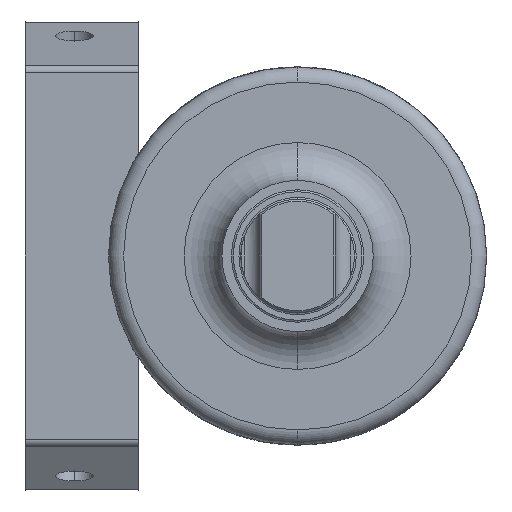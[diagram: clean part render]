
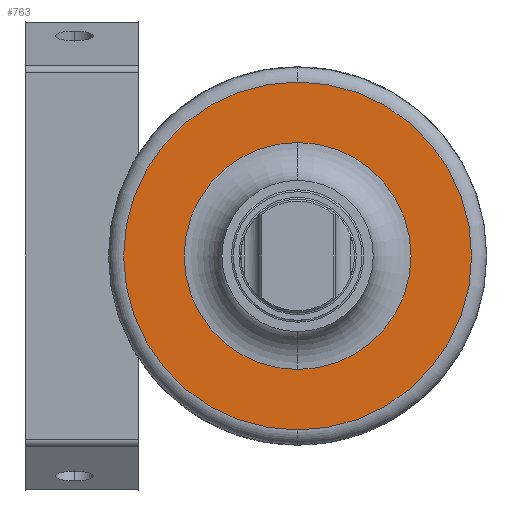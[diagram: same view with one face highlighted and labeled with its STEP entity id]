
A CAD part, front view. The second image highlights one B-rep face of the part: STEP entity #763.
In plain terms, the highlighted planar face has unit normal (0, -1, 0).
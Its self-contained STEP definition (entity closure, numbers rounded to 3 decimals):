
#356 = CARTESIAN_POINT ( 'NONE',  ( 0., 0., 0. ) ) ;
#763 = ADVANCED_FACE ( 'NONE', ( #2394, #7443 ), #7404, .F. ) ;
#822 = DIRECTION ( 'NONE',  ( 0., 0., 1. ) ) ;
#1048 = CARTESIAN_POINT ( 'NONE',  ( 0., 0., 0. ) ) ;
#1050 = CARTESIAN_POINT ( 'NONE',  ( 0., 0., 0. ) ) ;
#1180 = CIRCLE ( 'NONE', #1485, 23. ) ;
#1485 = AXIS2_PLACEMENT_3D ( 'NONE', #1050, #3685, #9007 ) ;
#1756 = DIRECTION ( 'NONE',  ( 0., 0., 1. ) ) ;
#2112 = EDGE_CURVE ( 'NONE', #6823, #3084, #7541, .T. ) ;
#2153 = ORIENTED_EDGE ( 'NONE', *, *, #2112, .T. ) ;
#2394 = FACE_BOUND ( 'NONE', #5647, .T. ) ;
#2405 = EDGE_CURVE ( 'NONE', #3084, #6823, #3920, .T. ) ;
#2450 = DIRECTION ( 'NONE',  ( 0., 1., 0. ) ) ;
#2467 = CARTESIAN_POINT ( 'NONE',  ( 0., 0., 15. ) ) ;
#2894 = AXIS2_PLACEMENT_3D ( 'NONE', #7265, #3088, #822 ) ;
#3084 = VERTEX_POINT ( 'NONE', #6898 ) ;
#3088 = DIRECTION ( 'NONE',  ( 0., 1., 0. ) ) ;
#3521 = AXIS2_PLACEMENT_3D ( 'NONE', #356, #2450, #1756 ) ;
#3685 = DIRECTION ( 'NONE',  ( 0., -1., 0. ) ) ;
#3920 = CIRCLE ( 'NONE', #2894, 15. ) ;
#4689 = EDGE_LOOP ( 'NONE', ( #6624, #8808 ) ) ;
#4799 = EDGE_CURVE ( 'NONE', #5183, #6721, #1180, .T. ) ;
#4984 = ORIENTED_EDGE ( 'NONE', *, *, #2405, .T. ) ;
#5183 = VERTEX_POINT ( 'NONE', #6071 ) ;
#5256 = AXIS2_PLACEMENT_3D ( 'NONE', #6473, #8627, #8152 ) ;
#5276 = DIRECTION ( 'NONE',  ( 0., 0., 1. ) ) ;
#5647 = EDGE_LOOP ( 'NONE', ( #2153, #4984 ) ) ;
#6071 = CARTESIAN_POINT ( 'NONE',  ( 0., 0., 23. ) ) ;
#6315 = CARTESIAN_POINT ( 'NONE',  ( 0., 0., -23. ) ) ;
#6354 = EDGE_CURVE ( 'NONE', #6721, #5183, #7015, .T. ) ;
#6473 = CARTESIAN_POINT ( 'NONE',  ( 0., 0., 0. ) ) ;
#6624 = ORIENTED_EDGE ( 'NONE', *, *, #4799, .T. ) ;
#6649 = DIRECTION ( 'NONE',  ( 0., 1., 0. ) ) ;
#6721 = VERTEX_POINT ( 'NONE', #6315 ) ;
#6823 = VERTEX_POINT ( 'NONE', #2467 ) ;
#6898 = CARTESIAN_POINT ( 'NONE',  ( 0., 0., -15. ) ) ;
#7015 = CIRCLE ( 'NONE', #5256, 23. ) ;
#7265 = CARTESIAN_POINT ( 'NONE',  ( 0., 0., 0. ) ) ;
#7404 = PLANE ( 'NONE',  #7958 ) ;
#7443 = FACE_OUTER_BOUND ( 'NONE', #4689, .T. ) ;
#7541 = CIRCLE ( 'NONE', #3521, 15. ) ;
#7958 = AXIS2_PLACEMENT_3D ( 'NONE', #1048, #6649, #5276 ) ;
#8152 = DIRECTION ( 'NONE',  ( 0., 0., 1. ) ) ;
#8627 = DIRECTION ( 'NONE',  ( 0., -1., 0. ) ) ;
#8808 = ORIENTED_EDGE ( 'NONE', *, *, #6354, .T. ) ;
#9007 = DIRECTION ( 'NONE',  ( 0., 0., 1. ) ) ;
